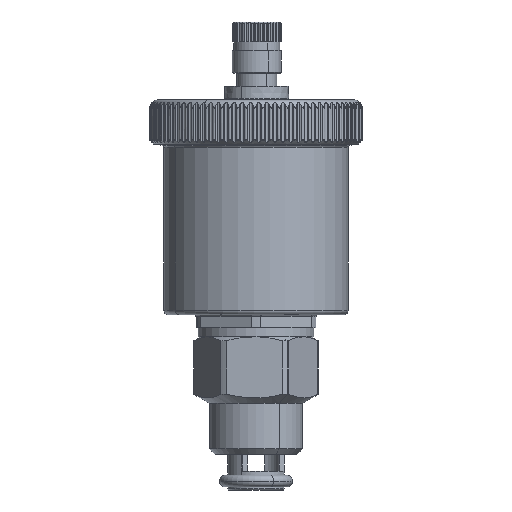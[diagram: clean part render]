
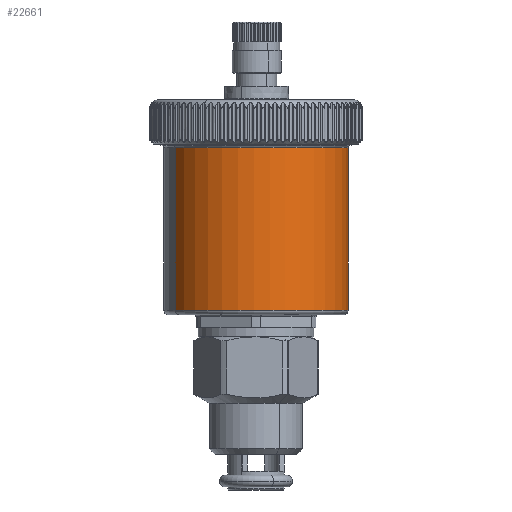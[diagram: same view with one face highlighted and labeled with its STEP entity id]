
A CAD part, front view. The second image highlights one B-rep face of the part: STEP entity #22661.
In plain terms, the highlighted cylindrical face has radius 20.75 mm (diameter 41.5 mm), a partial arc.
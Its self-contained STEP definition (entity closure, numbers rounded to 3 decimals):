
#22597=CARTESIAN_POINT('Vertex',(18.21,9.948,31.5)) ;
#22599=CARTESIAN_POINT('Vertex',(-18.21,-9.948,31.5)) ;
#22619=CARTESIAN_POINT('Axis2P3D Location',(0.,0.,31.5)) ;
#22631=CARTESIAN_POINT('Axis2P3D Location',(0.,0.,46.)) ;
#22636=CARTESIAN_POINT('Axis2P3D Location',(0.,0.,68.116)) ;
#22640=CARTESIAN_POINT('Vertex',(-18.21,-9.948,68.116)) ;
#22642=CARTESIAN_POINT('Vertex',(18.21,9.948,68.116)) ;
#22645=CARTESIAN_POINT('Line Origine',(-18.21,-9.948,49.808)) ;
#22650=CARTESIAN_POINT('Line Origine',(18.21,9.948,49.808)) ;
#22620=DIRECTION('Axis2P3D Direction',(0.,0.,1.)) ;
#22632=DIRECTION('Axis2P3D Direction',(0.,0.,1.)) ;
#22633=DIRECTION('Axis2P3D XDirection',(-0.878,-0.479,0.)) ;
#22637=DIRECTION('Axis2P3D Direction',(0.,0.,1.)) ;
#22646=DIRECTION('Vector Direction',(0.,0.,1.)) ;
#22651=DIRECTION('Vector Direction',(0.,0.,1.)) ;
#22621=AXIS2_PLACEMENT_3D('Circle Axis2P3D',#22619,#22620,$) ;
#22634=AXIS2_PLACEMENT_3D('Cylinder Axis2P3D',#22631,#22632,#22633) ;
#22638=AXIS2_PLACEMENT_3D('Circle Axis2P3D',#22636,#22637,$) ;
#22656=ORIENTED_EDGE('',*,*,#22644,.F.) ;
#22657=ORIENTED_EDGE('',*,*,#22649,.T.) ;
#22658=ORIENTED_EDGE('',*,*,#22623,.T.) ;
#22659=ORIENTED_EDGE('',*,*,#22654,.F.) ;
#22647=VECTOR('Line Direction',#22646,1.) ;
#22652=VECTOR('Line Direction',#22651,1.) ;
#22661=ADVANCED_FACE('PartBody',(#22660),#22635,.T.) ;
#22622=CIRCLE('generated circle',#22621,20.75) ;
#22639=CIRCLE('generated circle',#22638,20.75) ;
#22635=CYLINDRICAL_SURFACE('generated cylinder',#22634,20.75) ;
#22623=EDGE_CURVE('',#22600,#22598,#22622,.T.) ;
#22644=EDGE_CURVE('',#22641,#22643,#22639,.T.) ;
#22649=EDGE_CURVE('',#22641,#22600,#22648,.F.) ;
#22654=EDGE_CURVE('',#22643,#22598,#22653,.F.) ;
#22655=EDGE_LOOP('',(#22656,#22657,#22658,#22659)) ;
#22660=FACE_OUTER_BOUND('',#22655,.T.) ;
#22648=LINE('Line',#22645,#22647) ;
#22653=LINE('Line',#22650,#22652) ;
#22598=VERTEX_POINT('',#22597) ;
#22600=VERTEX_POINT('',#22599) ;
#22641=VERTEX_POINT('',#22640) ;
#22643=VERTEX_POINT('',#22642) ;
